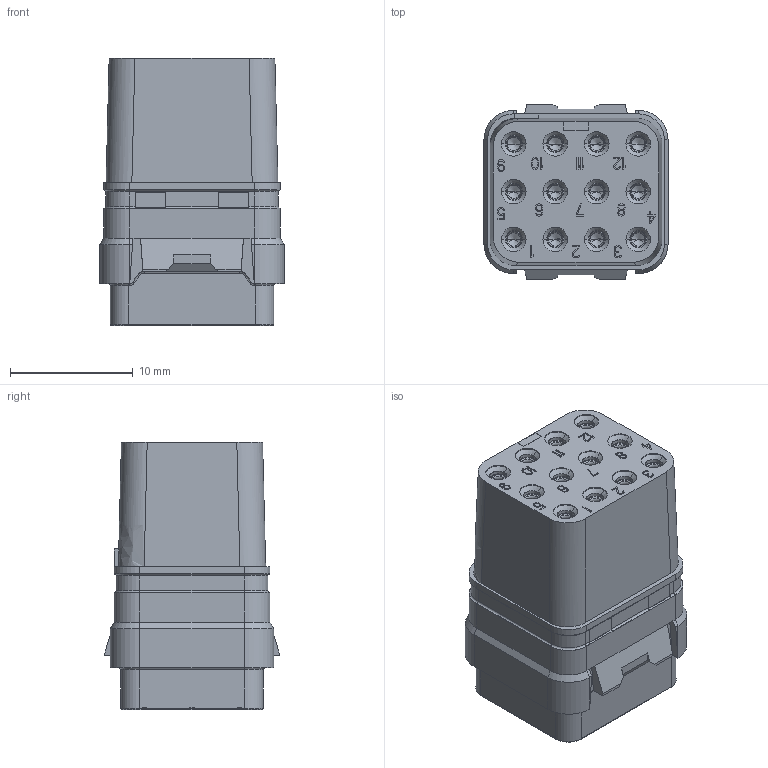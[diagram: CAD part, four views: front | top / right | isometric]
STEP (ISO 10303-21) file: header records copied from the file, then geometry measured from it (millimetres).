
FILE_DESCRIPTION((''),'2;1');
FILE_NAME('SIMM0912SNC','2020-01-27T',('presta_be4'),(''),'CREO PARAMETRIC BY PTC INC, 2018360','CREO PARAMETRIC BY PTC INC, 2018360','');
FILE_SCHEMA(('CONFIG_CONTROL_DESIGN'));
Products named in the file (1): SIMM0912SNC
Bounding box: 15 x 14.2 x 21.77 mm (x, y, z)
Volume: 2781.4 mm3; surface area: 6394.7 mm2
Topology: 1 solids, 1 shells, 2992 faces, 7686 edges, 4769 vertices
Faces by surface type: plane 1484, cylinder 536, torus 528, cone 436, bspline 8
Entity records: 95980 total; most frequent: CARTESIAN_POINT 22621, DIRECTION 15594, ORIENTED_EDGE 15276, EDGE_CURVE 7638, AXIS2_PLACEMENT_3D 5644, VERTEX_POINT 4769, VECTOR 4306, LINE 4306
